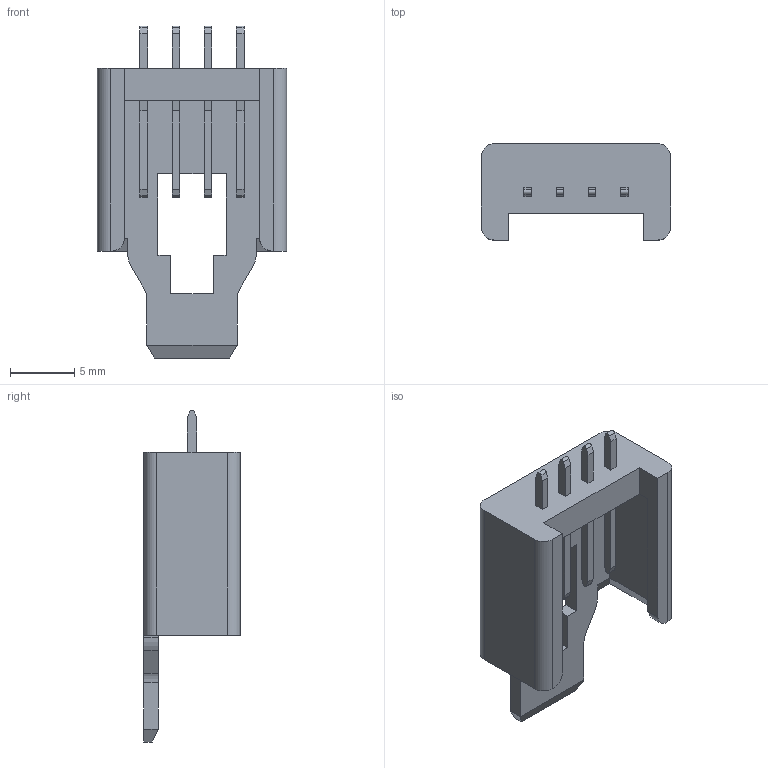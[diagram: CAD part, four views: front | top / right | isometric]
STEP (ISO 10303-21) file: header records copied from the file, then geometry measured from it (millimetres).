
FILE_DESCRIPTION(('Creo Elements/Direct Modeling STEP Export'),'2;1');
FILE_NAME('model.stp','2012-07-10T11:07:16',(''),(''),'Creo Elements/Direct Modeling STEP processor for AP214 (Solid Model)','Creo Elements/Direct Modeling 18.0B 02-Dec-2011 (C) Parametric Technology GmbH','');
FILE_SCHEMA(('AUTOMOTIVE_DESIGN { 1 0 10303 214 1 1 1 1 }'));
Length unit declared in the file: millimetre
Products named in the file (1): 2_5_MSF_04
Bounding box: 14.7 x 7.5 x 25.8 mm (x, y, z)
Volume: 615.9 mm3; surface area: 1180.7 mm2
Topology: 1 solids, 1 shells, 119 faces, 319 edges, 210 vertices
Faces by surface type: plane 101, cylinder 18
Entity records: 4375 total; most frequent: CARTESIAN_POINT 645, ORIENTED_EDGE 638, DIRECTION 587, EDGE_CURVE 319, VECTOR 283, LINE 283, VERTEX_POINT 210, AXIS2_PLACEMENT_3D 152
